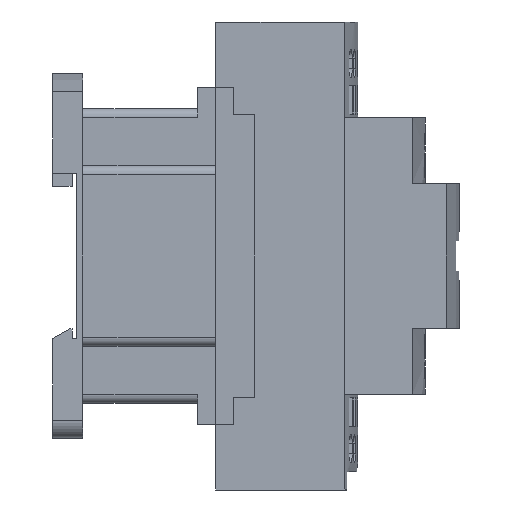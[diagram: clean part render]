
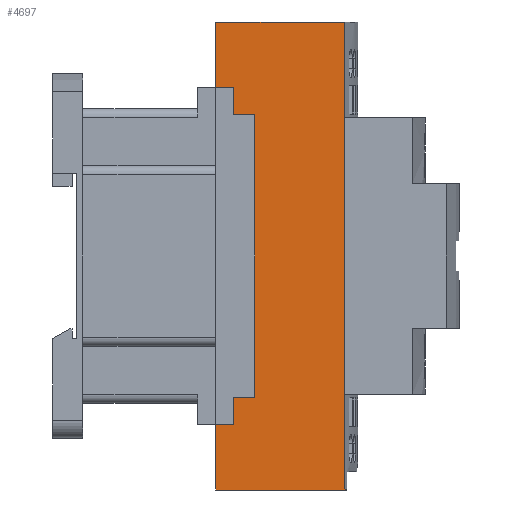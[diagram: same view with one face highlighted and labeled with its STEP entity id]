
A CAD part, left-side view. The second image highlights one B-rep face of the part: STEP entity #4697.
In plain terms, the highlighted planar face has unit normal (-1, 0, 0).
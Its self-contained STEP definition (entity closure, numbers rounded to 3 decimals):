
#2935=CARTESIAN_POINT('POINT23129',(-22.352,-38.252,
   35.585));
#2936=VERTEX_POINT('VERTEX23129',#2935);
#2944=CARTESIAN_POINT('POINT23130',(-22.352,-38.252,
   29.87));
#2945=VERTEX_POINT('VERTEX23130',#2944);
#2952=CARTESIAN_POINT('POS43566',(-22.352,-38.252,0.));
#2953=DIRECTION('DIR63418',(0.,0.,-1.));
#2954=VECTOR('VEC23714',#2953,25.4);
#2955=LINE('STRAIGHT23714',#2952,#2954);
#2956=EDGE_CURVE('EDGE34689',#2936,#2945,#2955,.T.);
#2966=CARTESIAN_POINT('POINT23131',(-22.352,-38.252,
   -35.585));
#2967=VERTEX_POINT('VERTEX23131',#2966);
#2974=CARTESIAN_POINT('POINT23132',(-22.352,-38.252,
   -29.87));
#2975=VERTEX_POINT('VERTEX23132',#2974);
#2976=EDGE_CURVE('EDGE34691',#2975,#2967,#2955,.T.);
#2990=CARTESIAN_POINT('POINT23133',(-22.352,-42.697,
   -29.87));
#2991=VERTEX_POINT('VERTEX23133',#2990);
#2992=CARTESIAN_POINT('POS43570',(-22.352,-45.195,
   -29.87));
#2993=DIRECTION('DIR63423',(0.,1.,0.));
#2994=VECTOR('VEC23717',#2993,25.4);
#2995=LINE('STRAIGHT23717',#2992,#2994);
#2996=EDGE_CURVE('EDGE34693',#2991,#2975,#2995,.T.);
#3014=CARTESIAN_POINT('POINT23134',(-22.352,-42.697,
   29.87));
#3015=VERTEX_POINT('VERTEX23134',#3014);
#3016=CARTESIAN_POINT('POS43573',(-22.352,-42.697,0.));
#3017=DIRECTION('DIR63427',(0.,0.,-1.));
#3018=VECTOR('VEC23719',#3017,25.4);
#3019=LINE('STRAIGHT23719',#3016,#3018);
#3020=EDGE_CURVE('EDGE34695',#3015,#2991,#3019,.T.);
#3038=CARTESIAN_POINT('POS43576',(-22.352,-45.195,
   29.87));
#3039=DIRECTION('DIR63431',(0.,-1.,0.));
#3040=VECTOR('VEC23721',#3039,25.4);
#3041=LINE('STRAIGHT23721',#3038,#3040);
#3042=EDGE_CURVE('EDGE34697',#2945,#3015,#3041,.T.);
#3111=CARTESIAN_POINT('POINT23141',(-22.352,-34.417,
   35.585));
#3112=VERTEX_POINT('VERTEX23141',#3111);
#3119=CARTESIAN_POINT('POINT23142',(-22.352,-34.417,
   49.403));
#3120=VERTEX_POINT('VERTEX23142',#3119);
#3121=CARTESIAN_POINT('POS43583',(-22.352,-34.417,42.494
   ));
#3122=DIRECTION('DIR63439',(0.,0.,-1.));
#3123=VECTOR('VEC23727',#3122,25.4);
#3124=LINE('STRAIGHT23727',#3121,#3123);
#3125=EDGE_CURVE('EDGE34707',#3120,#3112,#3124,.T.);
#3145=CARTESIAN_POINT('POS43586',(-22.352,-36.335,
   35.585));
#3146=DIRECTION('DIR63443',(0.,1.,0.));
#3147=VECTOR('VEC23729',#3146,25.4);
#3148=LINE('STRAIGHT23729',#3145,#3147);
#3149=EDGE_CURVE('EDGE34709',#2936,#3112,#3148,.T.);
#4595=CARTESIAN_POINT('POINT23290',(-22.352,-34.417,
   -35.585));
#4596=VERTEX_POINT('VERTEX23290',#4595);
#4603=CARTESIAN_POINT('POS43760',(-22.352,-36.335,
   -35.585));
#4604=DIRECTION('DIR63690',(0.,-1.,0.));
#4605=VECTOR('VEC23830',#4604,25.4);
#4606=LINE('STRAIGHT23830',#4603,#4605);
#4607=EDGE_CURVE('EDGE34861',#4596,#2967,#4606,.T.);
#4630=CARTESIAN_POINT('POINT23293',(-22.352,-61.627,
   -49.403));
#4631=VERTEX_POINT('VERTEX23293',#4630);
#4639=CARTESIAN_POINT('POINT23294',(-22.352,-34.417,
   -49.403));
#4640=VERTEX_POINT('VERTEX23294',#4639);
#4641=CARTESIAN_POINT('POS43764',(-22.352,-49.927,
   -49.403));
#4642=DIRECTION('DIR63696',(0.,1.,0.));
#4643=VECTOR('VEC23832',#4642,25.4);
#4644=LINE('STRAIGHT23832',#4641,#4643);
#4645=EDGE_CURVE('EDGE34864',#4631,#4640,#4644,.T.);
#4661=ORIENTED_EDGE('COEDGE69565',*,*,#3042,.T.);
#4662=ORIENTED_EDGE('COEDGE69566',*,*,#3020,.T.);
#4663=ORIENTED_EDGE('COEDGE69567',*,*,#2996,.T.);
#4664=ORIENTED_EDGE('COEDGE69568',*,*,#2976,.T.);
#4665=ORIENTED_EDGE('COEDGE69569',*,*,#4607,.F.);
#4666=CARTESIAN_POINT('POS43767',(-22.352,-34.417,
   -42.494));
#4667=DIRECTION('DIR63700',(0.,0.,-1.));
#4668=VECTOR('VEC23834',#4667,25.4);
#4669=LINE('STRAIGHT23834',#4666,#4668);
#4670=EDGE_CURVE('EDGE34866',#4596,#4640,#4669,.T.);
#4671=ORIENTED_EDGE('COEDGE69570',*,*,#4670,.T.);
#4672=ORIENTED_EDGE('COEDGE69571',*,*,#4645,.F.);
#4673=CARTESIAN_POINT('POINT23295',(-22.352,-61.627,
   49.403));
#4674=VERTEX_POINT('VERTEX23295',#4673);
#4675=CARTESIAN_POINT('POS43768',(-22.352,-61.627,0.))
   ;
#4676=DIRECTION('DIR63701',(0.,0.,-1.));
#4677=VECTOR('VEC23835',#4676,25.4);
#4678=LINE('STRAIGHT23835',#4675,#4677);
#4679=EDGE_CURVE('EDGE34867',#4674,#4631,#4678,.T.);
#4680=ORIENTED_EDGE('COEDGE69572',*,*,#4679,.F.);
#4681=CARTESIAN_POINT('POS43769',(-22.352,-49.927,
   49.403));
#4682=DIRECTION('DIR63702',(0.,-1.,0.));
#4683=VECTOR('VEC23836',#4682,25.4);
#4684=LINE('STRAIGHT23836',#4681,#4683);
#4685=EDGE_CURVE('EDGE34868',#3120,#4674,#4684,.T.);
#4686=ORIENTED_EDGE('COEDGE69573',*,*,#4685,.F.);
#4687=ORIENTED_EDGE('COEDGE69574',*,*,#3125,.T.);
#4688=ORIENTED_EDGE('COEDGE69575',*,*,#3149,.F.);
#4689=ORIENTED_EDGE('COEDGE69576',*,*,#2956,.T.);
#4690=EDGE_LOOP('NONE',(#4661,#4662,#4663,#4664,#4665,#4671,#4672,#4680,
   #4686,#4687,#4688,#4689));
#4691=FACE_BOUND('LOOP1',#4690,.T.);
#4692=CARTESIAN_POINT('POS43770',(-22.352,-49.927,0.)
   );
#4693=DIRECTION('DIR63703',(1.,0.,0.));
#4694=DIRECTION('DIR63704',(0.,1.,0.));
#4695=AXIS2_PLACEMENT_3D('AXIS19934',#4692,#4693,#4694);
#4696=PLANE('PLANE9229',#4695);
#4697=ADVANCED_FACE('FACE13284',(#4691),#4696,.F.);
